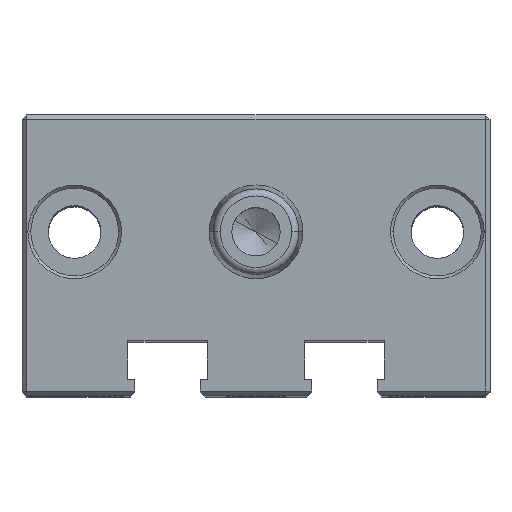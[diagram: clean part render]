
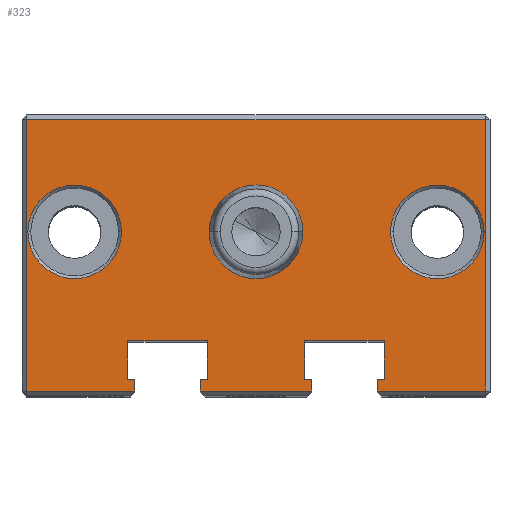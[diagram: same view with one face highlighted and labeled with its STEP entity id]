
A CAD part, top view. The second image highlights one B-rep face of the part: STEP entity #323.
In plain terms, the highlighted planar face has unit normal (0, 0, 1).
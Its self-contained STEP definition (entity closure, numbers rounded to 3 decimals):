
#121=AXIS2_PLACEMENT_3D('Plane Axis2P3D',#118,#119,#120) ;
#271=AXIS2_PLACEMENT_3D('Circle Axis2P3D',#269,#270,$) ;
#280=AXIS2_PLACEMENT_3D('Circle Axis2P3D',#278,#279,$) ;
#289=AXIS2_PLACEMENT_3D('Circle Axis2P3D',#287,#288,$) ;
#298=AXIS2_PLACEMENT_3D('Circle Axis2P3D',#296,#297,$) ;
#307=AXIS2_PLACEMENT_3D('Circle Axis2P3D',#305,#306,$) ;
#316=AXIS2_PLACEMENT_3D('Circle Axis2P3D',#314,#315,$) ;
#50=CARTESIAN_POINT('Vertex',(-4.75,-13.6,0.)) ;
#53=CARTESIAN_POINT('Line Origine',(-4.75,-13.1,0.)) ;
#57=CARTESIAN_POINT('Vertex',(-4.75,-12.6,0.)) ;
#85=CARTESIAN_POINT('Line Origine',(-4.45,-12.6,0.)) ;
#89=CARTESIAN_POINT('Vertex',(-4.15,-12.6,0.)) ;
#118=CARTESIAN_POINT('Axis2P3D Location',(20.,10.,0.)) ;
#123=CARTESIAN_POINT('Line Origine',(0.,-13.6,0.)) ;
#127=CARTESIAN_POINT('Vertex',(4.75,-13.6,0.)) ;
#130=CARTESIAN_POINT('Line Origine',(4.75,-13.1,0.)) ;
#134=CARTESIAN_POINT('Vertex',(4.75,-12.6,0.)) ;
#137=CARTESIAN_POINT('Line Origine',(4.45,-12.6,0.)) ;
#141=CARTESIAN_POINT('Vertex',(4.15,-12.6,0.)) ;
#144=CARTESIAN_POINT('Line Origine',(4.15,-10.95,0.)) ;
#148=CARTESIAN_POINT('Vertex',(4.15,-9.3,0.)) ;
#151=CARTESIAN_POINT('Line Origine',(7.55,-9.3,0.)) ;
#155=CARTESIAN_POINT('Vertex',(10.95,-9.3,0.)) ;
#158=CARTESIAN_POINT('Line Origine',(10.95,-10.95,0.)) ;
#162=CARTESIAN_POINT('Vertex',(10.95,-12.6,0.)) ;
#165=CARTESIAN_POINT('Line Origine',(10.65,-12.6,0.)) ;
#169=CARTESIAN_POINT('Vertex',(10.35,-12.6,0.)) ;
#172=CARTESIAN_POINT('Line Origine',(10.35,-13.1,0.)) ;
#176=CARTESIAN_POINT('Vertex',(10.35,-13.6,0.)) ;
#179=CARTESIAN_POINT('Line Origine',(14.975,-13.6,0.)) ;
#183=CARTESIAN_POINT('Vertex',(19.6,-13.6,0.)) ;
#186=CARTESIAN_POINT('Line Origine',(19.6,-2.,0.)) ;
#190=CARTESIAN_POINT('Vertex',(19.6,9.6,0.)) ;
#193=CARTESIAN_POINT('Line Origine',(0.,9.6,0.)) ;
#197=CARTESIAN_POINT('Vertex',(-19.6,9.6,0.)) ;
#200=CARTESIAN_POINT('Line Origine',(-19.6,-2.,0.)) ;
#204=CARTESIAN_POINT('Vertex',(-19.6,-13.6,0.)) ;
#207=CARTESIAN_POINT('Line Origine',(-14.975,-13.6,0.)) ;
#211=CARTESIAN_POINT('Vertex',(-10.35,-13.6,0.)) ;
#214=CARTESIAN_POINT('Line Origine',(-10.35,-13.1,0.)) ;
#218=CARTESIAN_POINT('Vertex',(-10.35,-12.6,0.)) ;
#221=CARTESIAN_POINT('Line Origine',(-10.65,-12.6,0.)) ;
#225=CARTESIAN_POINT('Vertex',(-10.95,-12.6,0.)) ;
#228=CARTESIAN_POINT('Line Origine',(-10.95,-10.95,0.)) ;
#232=CARTESIAN_POINT('Vertex',(-10.95,-9.3,0.)) ;
#235=CARTESIAN_POINT('Line Origine',(-7.55,-9.3,0.)) ;
#239=CARTESIAN_POINT('Vertex',(-4.15,-9.3,0.)) ;
#242=CARTESIAN_POINT('Line Origine',(-4.15,-10.95,0.)) ;
#269=CARTESIAN_POINT('Axis2P3D Location',(0.,0.,0.)) ;
#273=CARTESIAN_POINT('Vertex',(-4.,0.,0.)) ;
#275=CARTESIAN_POINT('Vertex',(4.,0.,0.)) ;
#278=CARTESIAN_POINT('Axis2P3D Location',(0.,0.,0.)) ;
#287=CARTESIAN_POINT('Axis2P3D Location',(15.5,0.,0.)) ;
#291=CARTESIAN_POINT('Vertex',(11.5,0.,0.)) ;
#293=CARTESIAN_POINT('Vertex',(19.5,0.,0.)) ;
#296=CARTESIAN_POINT('Axis2P3D Location',(15.5,0.,0.)) ;
#305=CARTESIAN_POINT('Axis2P3D Location',(-15.5,0.,0.)) ;
#309=CARTESIAN_POINT('Vertex',(-11.5,0.,0.)) ;
#311=CARTESIAN_POINT('Vertex',(-19.5,0.,0.)) ;
#314=CARTESIAN_POINT('Axis2P3D Location',(-15.5,0.,0.)) ;
#54=DIRECTION('Vector Direction',(0.,1.,0.)) ;
#86=DIRECTION('Vector Direction',(-1.,0.,0.)) ;
#119=DIRECTION('Axis2P3D Direction',(0.,0.,-1.)) ;
#120=DIRECTION('Axis2P3D XDirection',(-1.,0.,0.)) ;
#124=DIRECTION('Vector Direction',(1.,0.,0.)) ;
#131=DIRECTION('Vector Direction',(0.,1.,0.)) ;
#138=DIRECTION('Vector Direction',(-1.,0.,0.)) ;
#145=DIRECTION('Vector Direction',(0.,1.,0.)) ;
#152=DIRECTION('Vector Direction',(-1.,0.,0.)) ;
#159=DIRECTION('Vector Direction',(0.,1.,0.)) ;
#166=DIRECTION('Vector Direction',(-1.,0.,0.)) ;
#173=DIRECTION('Vector Direction',(0.,1.,0.)) ;
#180=DIRECTION('Vector Direction',(1.,0.,0.)) ;
#187=DIRECTION('Vector Direction',(0.,1.,0.)) ;
#194=DIRECTION('Vector Direction',(-1.,0.,0.)) ;
#201=DIRECTION('Vector Direction',(0.,-1.,0.)) ;
#208=DIRECTION('Vector Direction',(1.,0.,0.)) ;
#215=DIRECTION('Vector Direction',(0.,1.,0.)) ;
#222=DIRECTION('Vector Direction',(-1.,0.,0.)) ;
#229=DIRECTION('Vector Direction',(0.,1.,0.)) ;
#236=DIRECTION('Vector Direction',(-1.,0.,0.)) ;
#243=DIRECTION('Vector Direction',(0.,1.,0.)) ;
#270=DIRECTION('Axis2P3D Direction',(0.,0.,-1.)) ;
#279=DIRECTION('Axis2P3D Direction',(0.,0.,-1.)) ;
#288=DIRECTION('Axis2P3D Direction',(0.,0.,-1.)) ;
#297=DIRECTION('Axis2P3D Direction',(0.,0.,-1.)) ;
#306=DIRECTION('Axis2P3D Direction',(0.,0.,-1.)) ;
#315=DIRECTION('Axis2P3D Direction',(0.,0.,-1.)) ;
#55=VECTOR('Line Direction',#54,1.) ;
#87=VECTOR('Line Direction',#86,1.) ;
#125=VECTOR('Line Direction',#124,1.) ;
#132=VECTOR('Line Direction',#131,1.) ;
#139=VECTOR('Line Direction',#138,1.) ;
#146=VECTOR('Line Direction',#145,1.) ;
#153=VECTOR('Line Direction',#152,1.) ;
#160=VECTOR('Line Direction',#159,1.) ;
#167=VECTOR('Line Direction',#166,1.) ;
#174=VECTOR('Line Direction',#173,1.) ;
#181=VECTOR('Line Direction',#180,1.) ;
#188=VECTOR('Line Direction',#187,1.) ;
#195=VECTOR('Line Direction',#194,1.) ;
#202=VECTOR('Line Direction',#201,1.) ;
#209=VECTOR('Line Direction',#208,1.) ;
#216=VECTOR('Line Direction',#215,1.) ;
#223=VECTOR('Line Direction',#222,1.) ;
#230=VECTOR('Line Direction',#229,1.) ;
#237=VECTOR('Line Direction',#236,1.) ;
#244=VECTOR('Line Direction',#243,1.) ;
#248=ORIENTED_EDGE('',*,*,#129,.T.) ;
#249=ORIENTED_EDGE('',*,*,#136,.T.) ;
#250=ORIENTED_EDGE('',*,*,#143,.T.) ;
#251=ORIENTED_EDGE('',*,*,#150,.T.) ;
#252=ORIENTED_EDGE('',*,*,#157,.F.) ;
#253=ORIENTED_EDGE('',*,*,#164,.F.) ;
#254=ORIENTED_EDGE('',*,*,#171,.T.) ;
#255=ORIENTED_EDGE('',*,*,#178,.F.) ;
#256=ORIENTED_EDGE('',*,*,#185,.T.) ;
#257=ORIENTED_EDGE('',*,*,#192,.T.) ;
#258=ORIENTED_EDGE('',*,*,#199,.T.) ;
#259=ORIENTED_EDGE('',*,*,#206,.T.) ;
#260=ORIENTED_EDGE('',*,*,#213,.T.) ;
#261=ORIENTED_EDGE('',*,*,#220,.T.) ;
#262=ORIENTED_EDGE('',*,*,#227,.T.) ;
#263=ORIENTED_EDGE('',*,*,#234,.T.) ;
#264=ORIENTED_EDGE('',*,*,#241,.F.) ;
#265=ORIENTED_EDGE('',*,*,#246,.F.) ;
#266=ORIENTED_EDGE('',*,*,#91,.T.) ;
#267=ORIENTED_EDGE('',*,*,#59,.F.) ;
#284=ORIENTED_EDGE('',*,*,#277,.F.) ;
#285=ORIENTED_EDGE('',*,*,#282,.F.) ;
#302=ORIENTED_EDGE('',*,*,#295,.T.) ;
#303=ORIENTED_EDGE('',*,*,#300,.T.) ;
#320=ORIENTED_EDGE('',*,*,#313,.T.) ;
#321=ORIENTED_EDGE('',*,*,#318,.T.) ;
#286=FACE_BOUND('',#283,.T.) ;
#304=FACE_BOUND('',#301,.T.) ;
#322=FACE_BOUND('',#319,.T.) ;
#323=ADVANCED_FACE('SCB_12_T07_TUENKERS',(#268,#286,#304,#322),#122,.F.) ;
#272=CIRCLE('generated circle',#271,4.) ;
#281=CIRCLE('generated circle',#280,4.) ;
#290=CIRCLE('generated circle',#289,4.) ;
#299=CIRCLE('generated circle',#298,4.) ;
#308=CIRCLE('generated circle',#307,4.) ;
#317=CIRCLE('generated circle',#316,4.) ;
#59=EDGE_CURVE('',#51,#58,#56,.T.) ;
#91=EDGE_CURVE('',#90,#58,#88,.T.) ;
#129=EDGE_CURVE('',#51,#128,#126,.T.) ;
#136=EDGE_CURVE('',#128,#135,#133,.T.) ;
#143=EDGE_CURVE('',#135,#142,#140,.T.) ;
#150=EDGE_CURVE('',#142,#149,#147,.T.) ;
#157=EDGE_CURVE('',#156,#149,#154,.T.) ;
#164=EDGE_CURVE('',#163,#156,#161,.T.) ;
#171=EDGE_CURVE('',#163,#170,#168,.T.) ;
#178=EDGE_CURVE('',#177,#170,#175,.T.) ;
#185=EDGE_CURVE('',#177,#184,#182,.T.) ;
#192=EDGE_CURVE('',#184,#191,#189,.T.) ;
#199=EDGE_CURVE('',#191,#198,#196,.T.) ;
#206=EDGE_CURVE('',#198,#205,#203,.T.) ;
#213=EDGE_CURVE('',#205,#212,#210,.T.) ;
#220=EDGE_CURVE('',#212,#219,#217,.T.) ;
#227=EDGE_CURVE('',#219,#226,#224,.T.) ;
#234=EDGE_CURVE('',#226,#233,#231,.T.) ;
#241=EDGE_CURVE('',#240,#233,#238,.T.) ;
#246=EDGE_CURVE('',#90,#240,#245,.T.) ;
#277=EDGE_CURVE('',#274,#276,#272,.F.) ;
#282=EDGE_CURVE('',#276,#274,#281,.F.) ;
#295=EDGE_CURVE('',#292,#294,#290,.T.) ;
#300=EDGE_CURVE('',#294,#292,#299,.T.) ;
#313=EDGE_CURVE('',#310,#312,#308,.T.) ;
#318=EDGE_CURVE('',#312,#310,#317,.T.) ;
#247=EDGE_LOOP('',(#248,#249,#250,#251,#252,#253,#254,#255,#256,#257,#258,#259,#260,#261,#262,#263,#264,#265,#266,#267)) ;
#283=EDGE_LOOP('',(#284,#285)) ;
#301=EDGE_LOOP('',(#302,#303)) ;
#319=EDGE_LOOP('',(#320,#321)) ;
#268=FACE_OUTER_BOUND('',#247,.T.) ;
#56=LINE('Line',#53,#55) ;
#88=LINE('Line',#85,#87) ;
#126=LINE('Line',#123,#125) ;
#133=LINE('Line',#130,#132) ;
#140=LINE('Line',#137,#139) ;
#147=LINE('Line',#144,#146) ;
#154=LINE('Line',#151,#153) ;
#161=LINE('Line',#158,#160) ;
#168=LINE('Line',#165,#167) ;
#175=LINE('Line',#172,#174) ;
#182=LINE('Line',#179,#181) ;
#189=LINE('Line',#186,#188) ;
#196=LINE('Line',#193,#195) ;
#203=LINE('Line',#200,#202) ;
#210=LINE('Line',#207,#209) ;
#217=LINE('Line',#214,#216) ;
#224=LINE('Line',#221,#223) ;
#231=LINE('Line',#228,#230) ;
#238=LINE('Line',#235,#237) ;
#245=LINE('Line',#242,#244) ;
#122=PLANE('Plane',#121) ;
#51=VERTEX_POINT('',#50) ;
#58=VERTEX_POINT('',#57) ;
#90=VERTEX_POINT('',#89) ;
#128=VERTEX_POINT('',#127) ;
#135=VERTEX_POINT('',#134) ;
#142=VERTEX_POINT('',#141) ;
#149=VERTEX_POINT('',#148) ;
#156=VERTEX_POINT('',#155) ;
#163=VERTEX_POINT('',#162) ;
#170=VERTEX_POINT('',#169) ;
#177=VERTEX_POINT('',#176) ;
#184=VERTEX_POINT('',#183) ;
#191=VERTEX_POINT('',#190) ;
#198=VERTEX_POINT('',#197) ;
#205=VERTEX_POINT('',#204) ;
#212=VERTEX_POINT('',#211) ;
#219=VERTEX_POINT('',#218) ;
#226=VERTEX_POINT('',#225) ;
#233=VERTEX_POINT('',#232) ;
#240=VERTEX_POINT('',#239) ;
#274=VERTEX_POINT('',#273) ;
#276=VERTEX_POINT('',#275) ;
#292=VERTEX_POINT('',#291) ;
#294=VERTEX_POINT('',#293) ;
#310=VERTEX_POINT('',#309) ;
#312=VERTEX_POINT('',#311) ;
